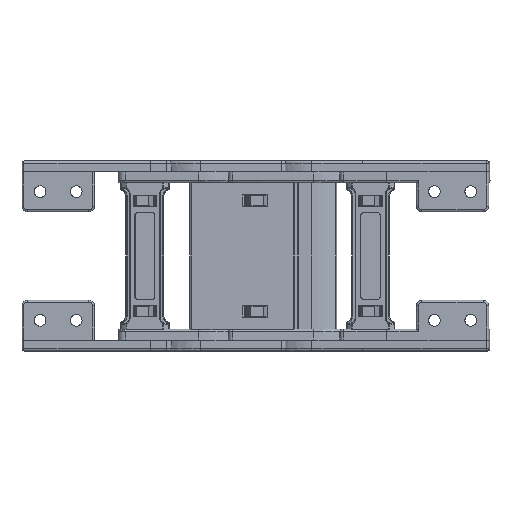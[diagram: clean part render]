
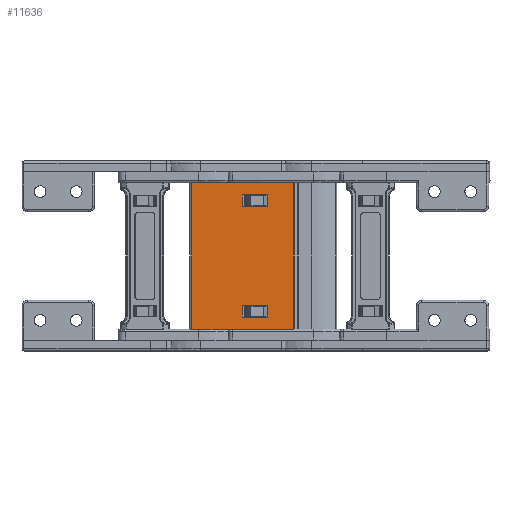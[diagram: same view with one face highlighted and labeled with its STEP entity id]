
A CAD part, front view. The second image highlights one B-rep face of the part: STEP entity #11636.
In plain terms, the highlighted planar face has unit normal (0, -1, 0).
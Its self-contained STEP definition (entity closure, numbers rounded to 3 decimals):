
#2040 = CARTESIAN_POINT ( 'NONE',  ( -77.484, 143.854, 66.447 ) ) ;
#4764 = DIRECTION ( 'NONE',  ( 0., 0., -1. ) ) ;
#6490 = CARTESIAN_POINT ( 'NONE',  ( -77.484, 143.854, 5.247 ) ) ;
#7716 = DIRECTION ( 'NONE',  ( 0., 0., -1. ) ) ;
#8633 = LINE ( 'NONE', #30759, #62361 ) ;
#10128 = CARTESIAN_POINT ( 'NONE',  ( -77.484, 143.854, 72.747 ) ) ;
#11636 = ADVANCED_FACE ( 'NONE', ( #42456, #67431, #27385 ), #74291, .F. ) ;
#11826 = EDGE_CURVE ( 'NONE', #20081, #48671, #59859, .T. ) ;
#12195 = EDGE_CURVE ( 'NONE', #51144, #30368, #21095, .T. ) ;
#12213 = EDGE_CURVE ( 'NONE', #19256, #32514, #27286, .T. ) ;
#12497 = ORIENTED_EDGE ( 'NONE', *, *, #40669, .F. ) ;
#13732 = CARTESIAN_POINT ( 'NONE',  ( -63.484, 143.854, 72.747 ) ) ;
#13771 = ORIENTED_EDGE ( 'NONE', *, *, #16472, .T. ) ;
#14875 = LINE ( 'NONE', #54602, #98612 ) ;
#16472 = EDGE_CURVE ( 'NONE', #30368, #39812, #89453, .T. ) ;
#16573 = VECTOR ( 'NONE', #49164, 1000. ) ;
#19256 = VERTEX_POINT ( 'NONE', #56818 ) ;
#20081 = VERTEX_POINT ( 'NONE', #52879 ) ;
#20745 = EDGE_CURVE ( 'NONE', #20081, #62463, #24273, .T. ) ;
#21095 = LINE ( 'NONE', #37215, #91161 ) ;
#24273 = LINE ( 'NONE', #57568, #100644 ) ;
#25117 = DIRECTION ( 'NONE',  ( -1., 0., 0. ) ) ;
#27150 = EDGE_CURVE ( 'NONE', #32514, #31742, #14875, .T. ) ;
#27286 = LINE ( 'NONE', #6490, #49849 ) ;
#27385 = FACE_BOUND ( 'NONE', #92173, .T. ) ;
#30368 = VERTEX_POINT ( 'NONE', #2040 ) ;
#30759 = CARTESIAN_POINT ( 'NONE',  ( -105.464, 143.854, 131.117 ) ) ;
#30896 = DIRECTION ( 'NONE',  ( 0., 0., 1. ) ) ;
#31177 = ORIENTED_EDGE ( 'NONE', *, *, #12213, .F. ) ;
#31742 = VERTEX_POINT ( 'NONE', #67471 ) ;
#32092 = ORIENTED_EDGE ( 'NONE', *, *, #83322, .F. ) ;
#32514 = VERTEX_POINT ( 'NONE', #69420 ) ;
#33736 = DIRECTION ( 'NONE',  ( 0., 0., -1. ) ) ;
#33864 = LINE ( 'NONE', #73462, #73884 ) ;
#33934 = ORIENTED_EDGE ( 'NONE', *, *, #80050, .T. ) ;
#36518 = AXIS2_PLACEMENT_3D ( 'NONE', #82692, #66614, #33736 ) ;
#37215 = CARTESIAN_POINT ( 'NONE',  ( -77.484, 143.854, 66.447 ) ) ;
#38611 = DIRECTION ( 'NONE',  ( 0., 0., -1. ) ) ;
#38745 = VECTOR ( 'NONE', #58995, 1000. ) ;
#39682 = DIRECTION ( 'NONE',  ( 0., 0., 1. ) ) ;
#39812 = VERTEX_POINT ( 'NONE', #10128 ) ;
#40669 = EDGE_CURVE ( 'NONE', #31742, #94204, #33864, .T. ) ;
#40713 = CARTESIAN_POINT ( 'NONE',  ( -80.484, 143.854, -1.503 ) ) ;
#42456 = FACE_BOUND ( 'NONE', #51753, .T. ) ;
#42466 = EDGE_CURVE ( 'NONE', #62463, #86445, #8633, .T. ) ;
#47503 = ORIENTED_EDGE ( 'NONE', *, *, #12195, .T. ) ;
#48671 = VERTEX_POINT ( 'NONE', #94911 ) ;
#48742 = LINE ( 'NONE', #75797, #38745 ) ;
#49164 = DIRECTION ( 'NONE',  ( 1., 0., 0. ) ) ;
#49849 = VECTOR ( 'NONE', #69372, 1000. ) ;
#51144 = VERTEX_POINT ( 'NONE', #68747 ) ;
#51753 = EDGE_LOOP ( 'NONE', ( #12497, #84884, #31177, #32092 ) ) ;
#52879 = CARTESIAN_POINT ( 'NONE',  ( -49.264, 143.854, 79.497 ) ) ;
#53547 = CARTESIAN_POINT ( 'NONE',  ( -49.264, 143.854, 131.117 ) ) ;
#53574 = DIRECTION ( 'NONE',  ( -1., 0., 0. ) ) ;
#54093 = ORIENTED_EDGE ( 'NONE', *, *, #99179, .F. ) ;
#54602 = CARTESIAN_POINT ( 'NONE',  ( -63.484, 143.854, 11.547 ) ) ;
#54629 = CARTESIAN_POINT ( 'NONE',  ( -63.484, 143.854, 66.447 ) ) ;
#56060 = DIRECTION ( 'NONE',  ( -1., 0., 0. ) ) ;
#56818 = CARTESIAN_POINT ( 'NONE',  ( -77.484, 143.854, 5.247 ) ) ;
#57568 = CARTESIAN_POINT ( 'NONE',  ( -80.484, 143.854, 79.497 ) ) ;
#57675 = DIRECTION ( 'NONE',  ( -1., 0., 0. ) ) ;
#58995 = DIRECTION ( 'NONE',  ( 0., 0., -1. ) ) ;
#59859 = LINE ( 'NONE', #53547, #94971 ) ;
#60587 = VECTOR ( 'NONE', #39682, 1000. ) ;
#62361 = VECTOR ( 'NONE', #7716, 1000. ) ;
#62463 = VERTEX_POINT ( 'NONE', #97353 ) ;
#63197 = EDGE_CURVE ( 'NONE', #78344, #51144, #94241, .T. ) ;
#66614 = DIRECTION ( 'NONE',  ( 0., 1., 0. ) ) ;
#67431 = FACE_OUTER_BOUND ( 'NONE', #100823, .T. ) ;
#67471 = CARTESIAN_POINT ( 'NONE',  ( -63.484, 143.854, 11.547 ) ) ;
#68747 = CARTESIAN_POINT ( 'NONE',  ( -63.484, 143.854, 66.447 ) ) ;
#69372 = DIRECTION ( 'NONE',  ( 1., 0., 0. ) ) ;
#69420 = CARTESIAN_POINT ( 'NONE',  ( -63.484, 143.854, 5.247 ) ) ;
#69730 = VECTOR ( 'NONE', #56060, 1000. ) ;
#72918 = VECTOR ( 'NONE', #38611, 1000. ) ;
#72974 = CARTESIAN_POINT ( 'NONE',  ( -77.484, 143.854, 72.747 ) ) ;
#73431 = LINE ( 'NONE', #40713, #69730 ) ;
#73462 = CARTESIAN_POINT ( 'NONE',  ( -77.484, 143.854, 11.547 ) ) ;
#73884 = VECTOR ( 'NONE', #57675, 1000. ) ;
#74291 = PLANE ( 'NONE',  #36518 ) ;
#75797 = CARTESIAN_POINT ( 'NONE',  ( -77.484, 143.854, 11.547 ) ) ;
#76159 = CARTESIAN_POINT ( 'NONE',  ( -105.464, 143.854, -1.503 ) ) ;
#78344 = VERTEX_POINT ( 'NONE', #13732 ) ;
#78565 = CARTESIAN_POINT ( 'NONE',  ( -77.484, 143.854, 11.547 ) ) ;
#80050 = EDGE_CURVE ( 'NONE', #39812, #78344, #97915, .T. ) ;
#80424 = ORIENTED_EDGE ( 'NONE', *, *, #63197, .T. ) ;
#82692 = CARTESIAN_POINT ( 'NONE',  ( -80.484, 143.854, 49.497 ) ) ;
#83322 = EDGE_CURVE ( 'NONE', #94204, #19256, #48742, .T. ) ;
#84884 = ORIENTED_EDGE ( 'NONE', *, *, #27150, .F. ) ;
#86445 = VERTEX_POINT ( 'NONE', #76159 ) ;
#89453 = LINE ( 'NONE', #103367, #60587 ) ;
#90018 = ORIENTED_EDGE ( 'NONE', *, *, #20745, .T. ) ;
#91161 = VECTOR ( 'NONE', #53574, 1000. ) ;
#91779 = ORIENTED_EDGE ( 'NONE', *, *, #11826, .F. ) ;
#92173 = EDGE_LOOP ( 'NONE', ( #47503, #13771, #33934, #80424 ) ) ;
#94204 = VERTEX_POINT ( 'NONE', #78565 ) ;
#94241 = LINE ( 'NONE', #54629, #72918 ) ;
#94911 = CARTESIAN_POINT ( 'NONE',  ( -49.264, 143.854, -1.503 ) ) ;
#94971 = VECTOR ( 'NONE', #4764, 1000. ) ;
#97353 = CARTESIAN_POINT ( 'NONE',  ( -105.464, 143.854, 79.497 ) ) ;
#97915 = LINE ( 'NONE', #72974, #16573 ) ;
#98612 = VECTOR ( 'NONE', #30896, 1000. ) ;
#99179 = EDGE_CURVE ( 'NONE', #48671, #86445, #73431, .T. ) ;
#100571 = ORIENTED_EDGE ( 'NONE', *, *, #42466, .T. ) ;
#100644 = VECTOR ( 'NONE', #25117, 1000. ) ;
#100823 = EDGE_LOOP ( 'NONE', ( #91779, #90018, #100571, #54093 ) ) ;
#103367 = CARTESIAN_POINT ( 'NONE',  ( -77.484, 143.854, 66.447 ) ) ;
